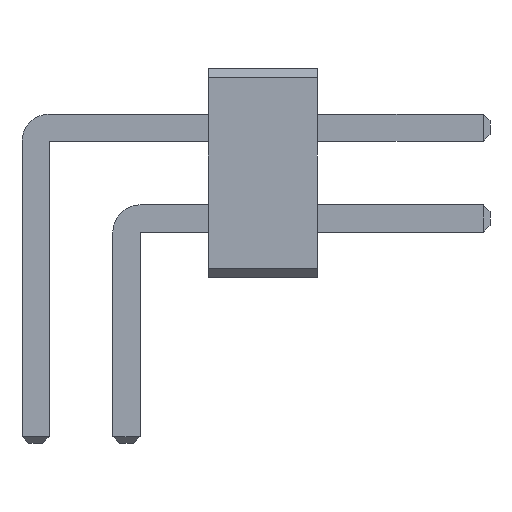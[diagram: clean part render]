
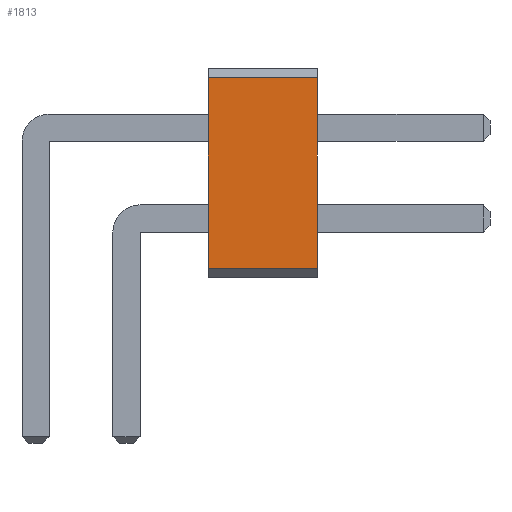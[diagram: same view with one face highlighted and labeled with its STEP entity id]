
A CAD part, front view. The second image highlights one B-rep face of the part: STEP entity #1813.
In plain terms, the highlighted planar face has unit normal (0, -1, 0).
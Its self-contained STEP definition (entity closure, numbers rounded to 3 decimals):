
#13=DIRECTION('',(0.,0.,1.));
#27=VECTOR('',#28,1.);
#28=DIRECTION('',(1.,0.,0.));
#57=DIRECTION('',(0.,-1.,0.));
#1800=VERTEX_POINT('',#1801);
#1801=CARTESIAN_POINT('',(3.1,-30.5,0.1));
#1804=EDGE_CURVE('',#1805,#1800,#1807,.T.);
#1805=VERTEX_POINT('',#1806);
#1806=CARTESIAN_POINT('',(1.9,-30.5,0.1));
#1807=LINE('',#1806,#27);
#1813=ADVANCED_FACE('',(#1814),#1831,.T.);
#1814=FACE_BOUND('',#1815,.T.);
#1815=EDGE_LOOP('',(#1816,#1817,#1823,#1828));
#1816=ORIENTED_EDGE('',*,*,#1804,.T.);
#1817=ORIENTED_EDGE('',*,*,#1818,.T.);
#1818=EDGE_CURVE('',#1800,#1819,#1821,.T.);
#1819=VERTEX_POINT('',#1820);
#1820=CARTESIAN_POINT('',(3.1,-30.5,2.2));
#1821=LINE('',#1801,#1822);
#1822=VECTOR('',#13,1.);
#1823=ORIENTED_EDGE('',*,*,#1824,.F.);
#1824=EDGE_CURVE('',#1825,#1819,#1827,.T.);
#1825=VERTEX_POINT('',#1826);
#1826=CARTESIAN_POINT('',(1.9,-30.5,2.2));
#1827=LINE('',#1826,#27);
#1828=ORIENTED_EDGE('',*,*,#1829,.F.);
#1829=EDGE_CURVE('',#1805,#1825,#1830,.T.);
#1830=LINE('',#1806,#1822);
#1831=PLANE('',#1832);
#1832=AXIS2_PLACEMENT_3D('',#1806,#57,#13);
